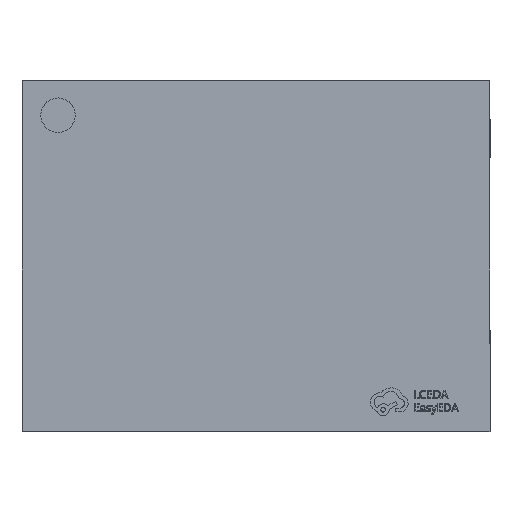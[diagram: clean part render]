
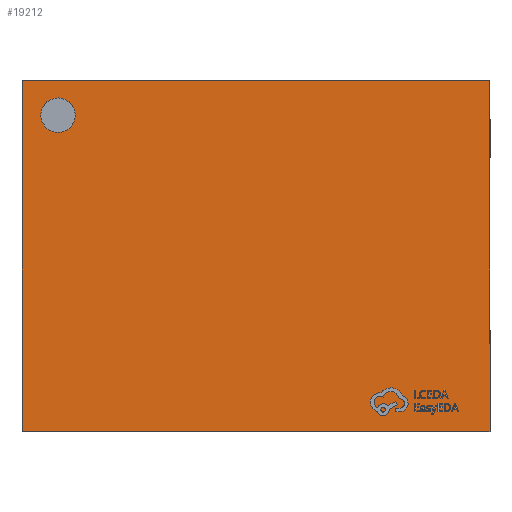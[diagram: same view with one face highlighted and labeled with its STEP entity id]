
A CAD part, top view. The second image highlights one B-rep face of the part: STEP entity #19212.
In plain terms, the highlighted planar face has unit normal (0, 0, 1).
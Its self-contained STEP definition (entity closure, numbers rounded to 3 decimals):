
#170 = DIRECTION ( 'NONE',  ( 1., 0., 0. ) ) ;
#220 = EDGE_CURVE ( 'NONE', #17708, #11878, #11275, .T. ) ;
#244 = DIRECTION ( 'NONE',  ( 0., 1., 0. ) ) ;
#312 = DIRECTION ( 'NONE',  ( -1., 0., 0. ) ) ;
#824 = CIRCLE ( 'NONE', #4969, 0.293 ) ;
#1358 = DIRECTION ( 'NONE',  ( 0., -1., 0. ) ) ;
#2551 = ORIENTED_EDGE ( 'NONE', *, *, #220, .T. ) ;
#2817 = CARTESIAN_POINT ( 'NONE',  ( -3.384, 2.407, 0.75 ) ) ;
#2949 = LINE ( 'NONE', #5745, #5366 ) ;
#2973 = VERTEX_POINT ( 'NONE', #12126 ) ;
#2984 = EDGE_CURVE ( 'NONE', #11878, #10785, #2949, .T. ) ;
#3699 = CARTESIAN_POINT ( 'NONE',  ( 4., -3., 0.75 ) ) ;
#3923 = VECTOR ( 'NONE', #244, 1000. ) ;
#4725 = LINE ( 'NONE', #10823, #3923 ) ;
#4956 = EDGE_CURVE ( 'NONE', #10785, #11008, #14923, .T. ) ;
#4969 = AXIS2_PLACEMENT_3D ( 'NONE', #14334, #5259, #14042 ) ;
#5259 = DIRECTION ( 'NONE',  ( 0., 0., 1. ) ) ;
#5366 = VECTOR ( 'NONE', #1358, 1000. ) ;
#5692 = VECTOR ( 'NONE', #16195, 1000. ) ;
#5720 = EDGE_LOOP ( 'NONE', ( #10336, #2551, #6076, #14771 ) ) ;
#5745 = CARTESIAN_POINT ( 'NONE',  ( -4., 3., 0.75 ) ) ;
#5966 = CARTESIAN_POINT ( 'NONE',  ( 0., 0., 0.75 ) ) ;
#6076 = ORIENTED_EDGE ( 'NONE', *, *, #2984, .T. ) ;
#7012 = EDGE_CURVE ( 'NONE', #15221, #2973, #12589, .T. ) ;
#7555 = EDGE_CURVE ( 'NONE', #2973, #15221, #824, .T. ) ;
#8006 = CARTESIAN_POINT ( 'NONE',  ( -4., 3., 0.75 ) ) ;
#8304 = CARTESIAN_POINT ( 'NONE',  ( -4., -3., 0.75 ) ) ;
#8461 = VECTOR ( 'NONE', #312, 1000. ) ;
#9260 = FACE_OUTER_BOUND ( 'NONE', #5720, .T. ) ;
#9558 = CARTESIAN_POINT ( 'NONE',  ( 4., 3., 0.75 ) ) ;
#10336 = ORIENTED_EDGE ( 'NONE', *, *, #18451, .T. ) ;
#10755 = PLANE ( 'NONE',  #15367 ) ;
#10785 = VERTEX_POINT ( 'NONE', #8304 ) ;
#10823 = CARTESIAN_POINT ( 'NONE',  ( 4., 3., 0.75 ) ) ;
#11008 = VERTEX_POINT ( 'NONE', #3699 ) ;
#11275 = LINE ( 'NONE', #8006, #8461 ) ;
#11429 = CARTESIAN_POINT ( 'NONE',  ( -4., -3., 0.75 ) ) ;
#11586 = DIRECTION ( 'NONE',  ( 0., 0., 1. ) ) ;
#11612 = AXIS2_PLACEMENT_3D ( 'NONE', #2817, #11586, #17606 ) ;
#11878 = VERTEX_POINT ( 'NONE', #19047 ) ;
#12116 = EDGE_LOOP ( 'NONE', ( #13426, #18140 ) ) ;
#12126 = CARTESIAN_POINT ( 'NONE',  ( -3.678, 2.407, 0.75 ) ) ;
#12589 = CIRCLE ( 'NONE', #11612, 0.293 ) ;
#13426 = ORIENTED_EDGE ( 'NONE', *, *, #7012, .F. ) ;
#14042 = DIRECTION ( 'NONE',  ( 1., 0., 0. ) ) ;
#14334 = CARTESIAN_POINT ( 'NONE',  ( -3.384, 2.407, 0.75 ) ) ;
#14771 = ORIENTED_EDGE ( 'NONE', *, *, #4956, .T. ) ;
#14838 = FACE_BOUND ( 'NONE', #12116, .T. ) ;
#14923 = LINE ( 'NONE', #11429, #5692 ) ;
#15221 = VERTEX_POINT ( 'NONE', #16285 ) ;
#15367 = AXIS2_PLACEMENT_3D ( 'NONE', #5966, #19639, #170 ) ;
#16195 = DIRECTION ( 'NONE',  ( 1., 0., 0. ) ) ;
#16285 = CARTESIAN_POINT ( 'NONE',  ( -3.091, 2.407, 0.75 ) ) ;
#17606 = DIRECTION ( 'NONE',  ( 1., 0., 0. ) ) ;
#17708 = VERTEX_POINT ( 'NONE', #9558 ) ;
#18140 = ORIENTED_EDGE ( 'NONE', *, *, #7555, .F. ) ;
#18451 = EDGE_CURVE ( 'NONE', #11008, #17708, #4725, .T. ) ;
#19047 = CARTESIAN_POINT ( 'NONE',  ( -4., 3., 0.75 ) ) ;
#19212 = ADVANCED_FACE ( 'NONE', ( #14838, #9260 ), #10755, .T. ) ;
#19639 = DIRECTION ( 'NONE',  ( 0., 0., 1. ) ) ;
